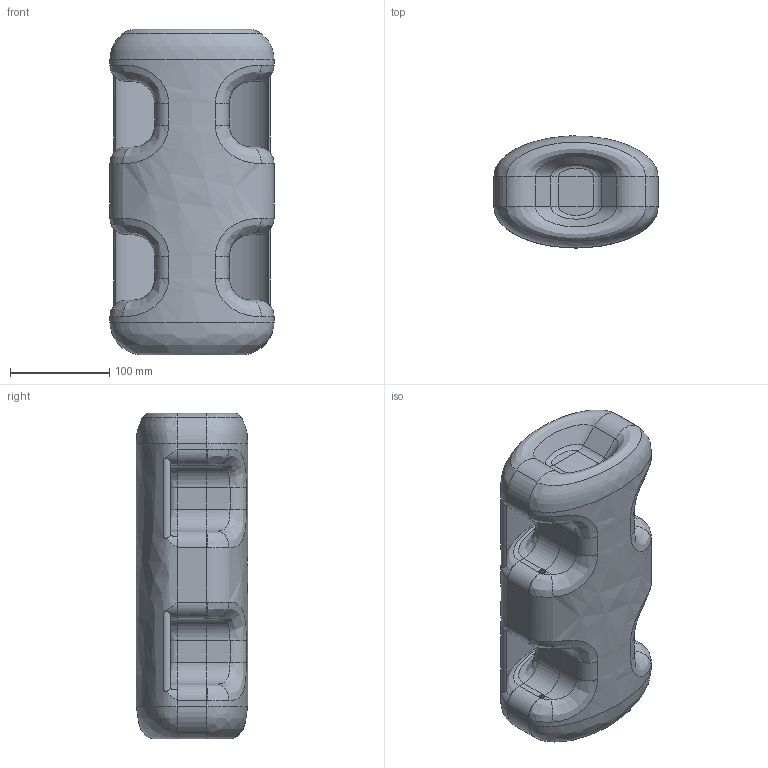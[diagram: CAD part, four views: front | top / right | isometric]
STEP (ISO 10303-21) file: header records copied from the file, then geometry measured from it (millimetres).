
FILE_DESCRIPTION(/* description */ (''),/* implementation_level */ '2;1');
FILE_NAME(/* name */ 'GeçitTutanMKI.step',/* time_stamp */ '2022-09-02T20:17:05+03:00',/* author */ (''),/* organization */ (''),/* preprocessor_version */ 'ST-DEVELOPER v19',/* originating_system */ 'Autodesk Translation Framework v11.7.0.108',/* authorisation */ '');
FILE_SCHEMA (('AUTOMOTIVE_DESIGN { 1 0 10303 214 3 1 1 }'));
Length unit declared in the file: millimetre
Products named in the file (14): GeçitTutanMKI; Body; Chasis; UpperBodyWall; MiddleBodyWall; LowerBodyWall; Servos; Servo Body; Servo Mill; Legs; RFLeg; RBLeg; LFLeg; LBLeg
Assembly tree (19 placements, depth 4):
  GeçitTutanMKI
    Body
      Chasis
        UpperBodyWall
        MiddleBodyWall
        LowerBodyWall
      Servos
        Servo Body  x4
        Servo Mill  x4
    Legs
      RFLeg
      RBLeg
      LFLeg
      LBLeg
Bounding box: 165 x 112.5 x 327.66 mm (x, y, z)
Volume: 996316.4 mm3; surface area: 433741 mm2
Topology: 11 solids, 11 shells, 540 faces, 1426 edges, 894 vertices
Faces by surface type: cylinder 217, plane 196, bspline 103, sphere 16, torus 8
Full cylindrical faces by diameter (mm): 5 x16, 6 x4
Entity records: 17927 total; most frequent: CARTESIAN_POINT 8143, ORIENTED_EDGE 2058, DIRECTION 1995, EDGE_CURVE 1029, AXIS2_PLACEMENT_3D 760, VERTEX_POINT 660, LINE 475, VECTOR 475
